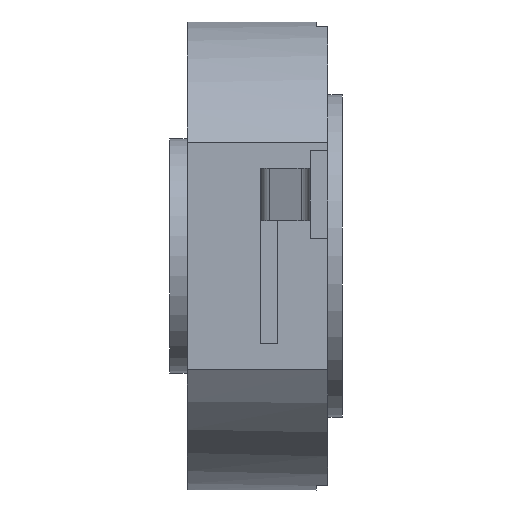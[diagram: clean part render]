
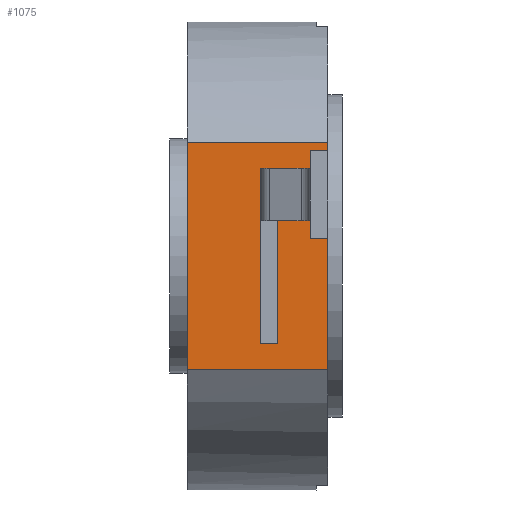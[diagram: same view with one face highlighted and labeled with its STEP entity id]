
A CAD part, left-side view. The second image highlights one B-rep face of the part: STEP entity #1075.
In plain terms, the highlighted planar face has unit normal (-1, 0, 0).
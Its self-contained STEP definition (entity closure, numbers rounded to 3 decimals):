
#15=FACE_BOUND('',#189,.T.);
#131=FACE_OUTER_BOUND('',#188,.T.);
#188=EDGE_LOOP('',(#901,#902,#903,#904));
#189=EDGE_LOOP('',(#905,#906,#907,#908));
#279=LINE('',#1660,#397);
#305=LINE('',#1730,#423);
#309=LINE('',#1748,#427);
#311=LINE('',#1752,#429);
#312=LINE('',#1753,#430);
#313=LINE('',#1755,#431);
#314=LINE('',#1757,#432);
#315=LINE('',#1758,#433);
#397=VECTOR('',#1339,3.);
#423=VECTOR('',#1409,3.873);
#427=VECTOR('',#1425,2.4);
#429=VECTOR('',#1429,3.873);
#430=VECTOR('',#1430,2.4);
#431=VECTOR('',#1431,0.3);
#432=VECTOR('',#1432,0.3);
#433=VECTOR('',#1433,3.);
#501=VERTEX_POINT('',#1657);
#502=VERTEX_POINT('',#1659);
#523=VERTEX_POINT('',#1727);
#524=VERTEX_POINT('',#1729);
#532=VERTEX_POINT('',#1746);
#533=VERTEX_POINT('',#1751);
#534=VERTEX_POINT('',#1754);
#535=VERTEX_POINT('',#1756);
#623=EDGE_CURVE('',#502,#501,#279,.T.);
#658=EDGE_CURVE('',#523,#524,#305,.T.);
#667=EDGE_CURVE('',#523,#532,#309,.T.);
#669=EDGE_CURVE('',#532,#533,#311,.T.);
#670=EDGE_CURVE('',#524,#533,#312,.T.);
#671=EDGE_CURVE('',#502,#534,#313,.T.);
#672=EDGE_CURVE('',#535,#501,#314,.T.);
#673=EDGE_CURVE('',#534,#535,#315,.T.);
#901=ORIENTED_EDGE('',*,*,#669,.T.);
#902=ORIENTED_EDGE('',*,*,#670,.F.);
#903=ORIENTED_EDGE('',*,*,#658,.F.);
#904=ORIENTED_EDGE('',*,*,#667,.T.);
#905=ORIENTED_EDGE('',*,*,#671,.F.);
#906=ORIENTED_EDGE('',*,*,#623,.T.);
#907=ORIENTED_EDGE('',*,*,#672,.F.);
#908=ORIENTED_EDGE('',*,*,#673,.F.);
#1024=PLANE('',#1173);
#1075=ADVANCED_FACE('',(#131,#15),#1024,.F.);
#1173=AXIS2_PLACEMENT_3D('',#1750,#1427,#1428);
#1339=DIRECTION('',(0.,0.,1.));
#1409=DIRECTION('',(0.,0.,1.));
#1425=DIRECTION('',(0.,-1.,0.));
#1427=DIRECTION('center_axis',(1.,0.,0.));
#1428=DIRECTION('ref_axis',(0.,0.,-1.));
#1429=DIRECTION('',(0.,0.,1.));
#1430=DIRECTION('',(0.,-1.,0.));
#1431=DIRECTION('',(0.,-1.,0.));
#1432=DIRECTION('',(0.,1.,0.));
#1433=DIRECTION('',(0.,0.,1.));
#1657=CARTESIAN_POINT('',(-3.5,1.15,1.5));
#1659=CARTESIAN_POINT('',(-3.5,1.15,-1.5));
#1660=CARTESIAN_POINT('',(-3.5,1.15,-1.5));
#1727=CARTESIAN_POINT('',(-3.5,2.4,-1.936));
#1729=CARTESIAN_POINT('',(-3.5,2.4,1.936));
#1730=CARTESIAN_POINT('',(-3.5,2.4,-1.936));
#1746=CARTESIAN_POINT('',(-3.5,0.,-1.936));
#1748=CARTESIAN_POINT('',(-3.5,2.4,-1.936));
#1750=CARTESIAN_POINT('Origin',(-3.5,2.4,-1.936));
#1751=CARTESIAN_POINT('',(-3.5,0.,1.936));
#1752=CARTESIAN_POINT('',(-3.5,0.,-1.936));
#1753=CARTESIAN_POINT('',(-3.5,2.4,1.936));
#1754=CARTESIAN_POINT('',(-3.5,0.85,-1.5));
#1755=CARTESIAN_POINT('',(-3.5,1.15,-1.5));
#1756=CARTESIAN_POINT('',(-3.5,0.85,1.5));
#1757=CARTESIAN_POINT('',(-3.5,0.85,1.5));
#1758=CARTESIAN_POINT('',(-3.5,0.85,-1.5));
